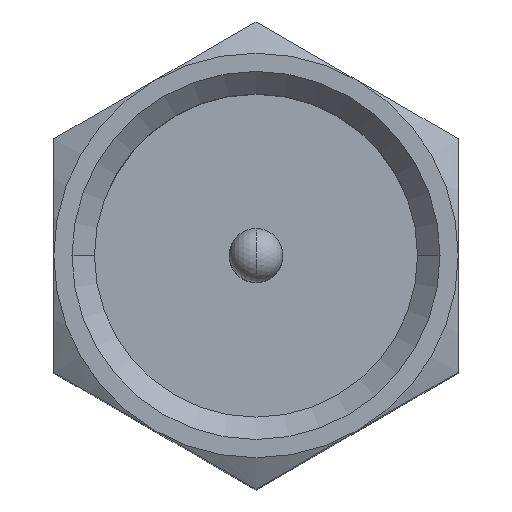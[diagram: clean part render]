
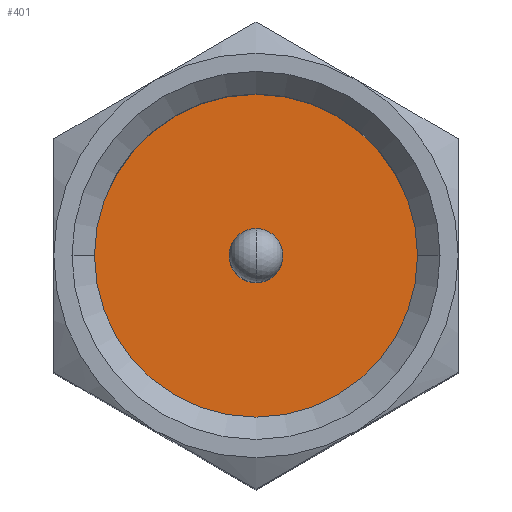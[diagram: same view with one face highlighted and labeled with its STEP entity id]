
A CAD part, top view. The second image highlights one B-rep face of the part: STEP entity #401.
In plain terms, the highlighted planar face has unit normal (0, 0, 1).
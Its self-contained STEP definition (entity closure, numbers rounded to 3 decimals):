
#74 = AXIS2_PLACEMENT_3D ( 'NONE', #812, #2022, #1000 ) ;
#184 = VERTEX_POINT ( 'NONE', #283 ) ;
#252 = ORIENTED_EDGE ( 'NONE', *, *, #349, .F. ) ;
#283 = CARTESIAN_POINT ( 'NONE',  ( 0.6, 0., -5.432 ) ) ;
#288 = CARTESIAN_POINT ( 'NONE',  ( 0., 0., -5.432 ) ) ;
#304 = CARTESIAN_POINT ( 'NONE',  ( 0., 0., -5.432 ) ) ;
#341 = ORIENTED_EDGE ( 'NONE', *, *, #872, .F. ) ;
#349 = EDGE_CURVE ( 'NONE', #1570, #1853, #830, .T. ) ;
#401 = ADVANCED_FACE ( 'NONE', ( #1997, #617 ), #2201, .F. ) ;
#437 = CIRCLE ( 'NONE', #2202, 0.6 ) ;
#478 = DIRECTION ( 'NONE',  ( 0., 0., -1. ) ) ;
#610 = CIRCLE ( 'NONE', #74, 3.595 ) ;
#617 = FACE_BOUND ( 'NONE', #1408, .T. ) ;
#627 = CARTESIAN_POINT ( 'NONE',  ( -3.595, 0., -5.432 ) ) ;
#635 = ORIENTED_EDGE ( 'NONE', *, *, #1152, .F. ) ;
#772 = DIRECTION ( 'NONE',  ( 0., 0., 1. ) ) ;
#793 = CARTESIAN_POINT ( 'NONE',  ( 0., 0., -5.432 ) ) ;
#812 = CARTESIAN_POINT ( 'NONE',  ( 0., 0., -5.432 ) ) ;
#813 = DIRECTION ( 'NONE',  ( 0., 0., -1. ) ) ;
#830 = CIRCLE ( 'NONE', #857, 3.595 ) ;
#857 = AXIS2_PLACEMENT_3D ( 'NONE', #1848, #813, #2024 ) ;
#872 = EDGE_CURVE ( 'NONE', #1853, #1570, #610, .T. ) ;
#1000 = DIRECTION ( 'NONE',  ( -1., 0., 0. ) ) ;
#1010 = DIRECTION ( 'NONE',  ( 0., 0., 1. ) ) ;
#1152 = EDGE_CURVE ( 'NONE', #184, #1309, #437, .T. ) ;
#1309 = VERTEX_POINT ( 'NONE', #1400 ) ;
#1355 = EDGE_LOOP ( 'NONE', ( #252, #341 ) ) ;
#1400 = CARTESIAN_POINT ( 'NONE',  ( -0.6, 0., -5.432 ) ) ;
#1408 = EDGE_LOOP ( 'NONE', ( #635, #1488 ) ) ;
#1488 = ORIENTED_EDGE ( 'NONE', *, *, #2030, .F. ) ;
#1525 = CIRCLE ( 'NONE', #1530, 0.6 ) ;
#1530 = AXIS2_PLACEMENT_3D ( 'NONE', #288, #772, #2051 ) ;
#1570 = VERTEX_POINT ( 'NONE', #1682 ) ;
#1630 = AXIS2_PLACEMENT_3D ( 'NONE', #304, #478, #1690 ) ;
#1682 = CARTESIAN_POINT ( 'NONE',  ( 3.595, 0., -5.432 ) ) ;
#1690 = DIRECTION ( 'NONE',  ( -1., 0., 0. ) ) ;
#1819 = DIRECTION ( 'NONE',  ( -1., 0., 0. ) ) ;
#1848 = CARTESIAN_POINT ( 'NONE',  ( 0., 0., -5.432 ) ) ;
#1853 = VERTEX_POINT ( 'NONE', #627 ) ;
#1997 = FACE_OUTER_BOUND ( 'NONE', #1355, .T. ) ;
#2022 = DIRECTION ( 'NONE',  ( 0., 0., -1. ) ) ;
#2024 = DIRECTION ( 'NONE',  ( -1., 0., 0. ) ) ;
#2030 = EDGE_CURVE ( 'NONE', #1309, #184, #1525, .T. ) ;
#2051 = DIRECTION ( 'NONE',  ( -1., 0., 0. ) ) ;
#2201 = PLANE ( 'NONE',  #1630 ) ;
#2202 = AXIS2_PLACEMENT_3D ( 'NONE', #793, #1010, #1819 ) ;
